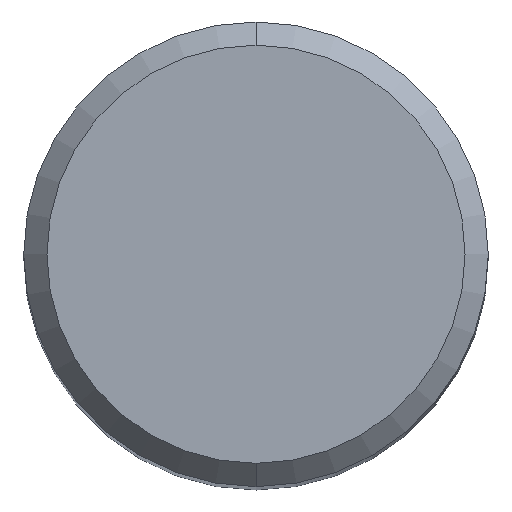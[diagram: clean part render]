
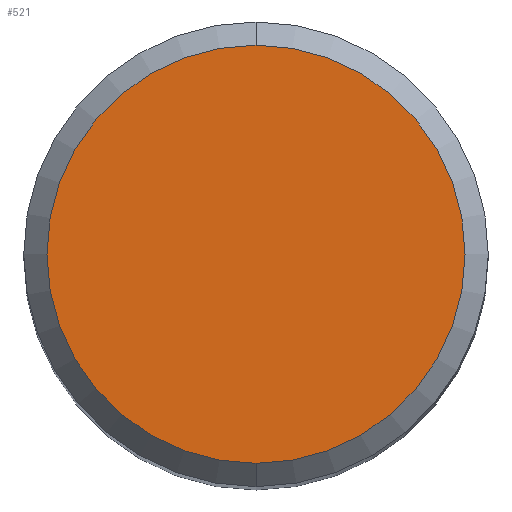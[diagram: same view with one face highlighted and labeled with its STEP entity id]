
A CAD part, top view. The second image highlights one B-rep face of the part: STEP entity #521.
In plain terms, the highlighted planar face has unit normal (0, 0, 1).
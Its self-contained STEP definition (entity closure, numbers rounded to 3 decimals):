
#521=ADVANCED_FACE('',(#1198),#1199,.T.);
#531=VERTEX_POINT('',#1209);
#665=VERTEX_POINT('',#1359);
#739=EDGE_CURVE('',#531,#665,#1438,.T.);
#785=EDGE_CURVE('',#665,#531,#1488,.T.);
#1198=FACE_OUTER_BOUND('',#3447,.T.);
#1199=PLANE('',#3448);
#1209=CARTESIAN_POINT('',(0.0,4.5,0.0));
#1359=CARTESIAN_POINT('',(0.,-4.5,0.0));
#1438=CIRCLE('',#6946,4.5);
#1488=CIRCLE('',#7276,4.5);
#3447=EDGE_LOOP('',(#9952,#9953));
#3448=AXIS2_PLACEMENT_3D('',#9954,#9955,#9956);
#6946=AXIS2_PLACEMENT_3D('',#10209,#10210,#10211);
#7276=AXIS2_PLACEMENT_3D('',#10254,#10255,#10256);
#9952=ORIENTED_EDGE('',*,*,#739,.F.);
#9953=ORIENTED_EDGE('',*,*,#785,.F.);
#9954=CARTESIAN_POINT('',(0.0,2.25,0.0));
#9955=DIRECTION('',(-0.0,0.0,1.0));
#9956=DIRECTION('',(0.0,-1.0,0.0));
#10209=CARTESIAN_POINT('',(0.0,0.0,0.0));
#10210=DIRECTION('',(0.0,0.0,-1.0));
#10211=DIRECTION('',(0.0,1.0,0.0));
#10254=CARTESIAN_POINT('',(0.0,0.0,0.0));
#10255=DIRECTION('',(0.0,0.0,-1.0));
#10256=DIRECTION('',(0.0,1.0,0.0));
